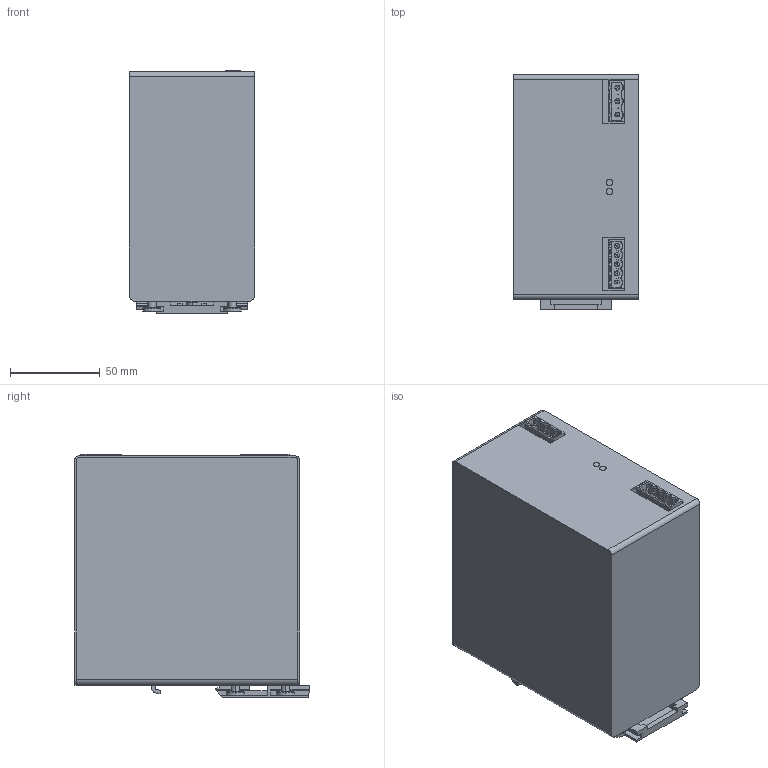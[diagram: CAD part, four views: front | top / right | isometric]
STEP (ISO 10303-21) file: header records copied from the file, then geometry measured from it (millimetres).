
FILE_DESCRIPTION(/* description */ ('Alibre Inc.'),/* implementation_level */ '2;1');
FILE_NAME(/* name */ 'export0',/* time_stamp */ '2015-07-08T08:16:28+02:00',/* author */ (''),/* organization */ (''),/* preprocessor_version */ 'ST-DEVELOPER v14',/* originating_system */ 'Alibre',/* authorisation */ '');
FILE_SCHEMA (('AUTOMOTIVE_DESIGN'));
Length unit declared in the file: centimetre
Bounding box: 70 x 131.13 x 136.2 mm (x, y, z)
Volume: 1131216.4 mm3; surface area: 132783 mm2
Topology: 13 solids, 13 shells, 1022 faces, 2361 edges, 1440 vertices
Faces by surface type: plane 795, cylinder 151, cone 44, sphere 32
Full cylindrical faces by diameter (mm): 3.5 x2, 3.8 x2
Entity records: 24662 total; most frequent: ORIENTED_EDGE 4478, CARTESIAN_POINT 4365, DIRECTION 3318, EDGE_CURVE 2239, VECTOR 1678, LINE 1678, VERTEX_POINT 1366, AXIS2_PLACEMENT_3D 1113
